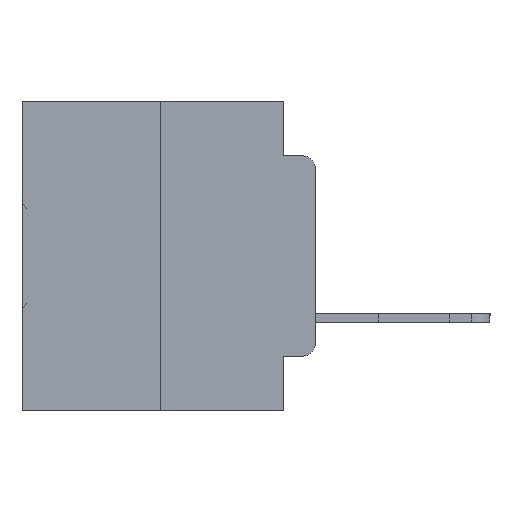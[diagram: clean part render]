
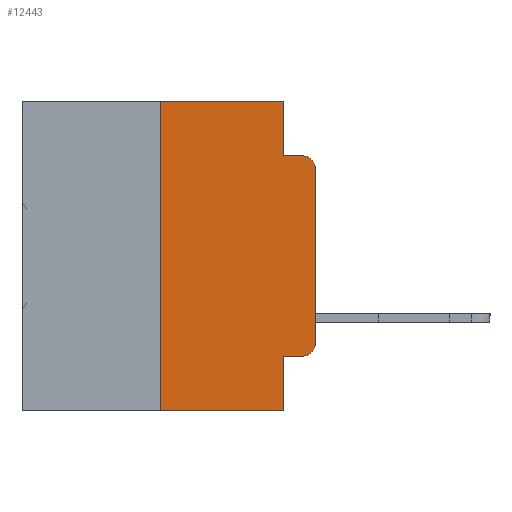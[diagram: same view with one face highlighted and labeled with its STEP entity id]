
A CAD part, left-side view. The second image highlights one B-rep face of the part: STEP entity #12443.
In plain terms, the highlighted planar face has unit normal (-1, 0, 0).
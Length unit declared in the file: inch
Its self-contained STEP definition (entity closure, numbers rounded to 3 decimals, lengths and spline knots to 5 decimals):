
#203 = AXIS2_PLACEMENT_3D ( 'NONE', #17176, #670, #19667 ) ;
#527 = VECTOR ( 'NONE', #30754, 39.37008 ) ;
#670 = DIRECTION ( 'NONE',  ( -1., 0., 0. ) ) ;
#1867 = ORIENTED_EDGE ( 'NONE', *, *, #30543, .F. ) ;
#2329 = ORIENTED_EDGE ( 'NONE', *, *, #4936, .F. ) ;
#2592 = VERTEX_POINT ( 'NONE', #6419 ) ;
#3187 = DIRECTION ( 'NONE',  ( 0., 0., -1. ) ) ;
#3453 = CARTESIAN_POINT ( 'NONE',  ( 0., 0.25, 0. ) ) ;
#3471 = EDGE_CURVE ( 'NONE', #2592, #28989, #28156, .T. ) ;
#3856 = VERTEX_POINT ( 'NONE', #33058 ) ;
#3996 = AXIS2_PLACEMENT_3D ( 'NONE', #13602, #31195, #16243 ) ;
#4286 = AXIS2_PLACEMENT_3D ( 'NONE', #5157, #33569, #18629 ) ;
#4452 = CARTESIAN_POINT ( 'NONE',  ( 0., 0.02, -0.0885 ) ) ;
#4519 = LINE ( 'NONE', #12601, #18826 ) ;
#4724 = DIRECTION ( 'NONE',  ( 0., -1., 0. ) ) ;
#4936 = EDGE_CURVE ( 'NONE', #10651, #29395, #24021, .T. ) ;
#5157 = CARTESIAN_POINT ( 'NONE',  ( 0., 0.473, 0. ) ) ;
#5444 = EDGE_CURVE ( 'NONE', #28989, #3856, #27107, .T. ) ;
#5552 = DIRECTION ( 'NONE',  ( 0., 0., -1. ) ) ;
#6065 = EDGE_CURVE ( 'NONE', #25263, #13529, #4519, .T. ) ;
#6419 = CARTESIAN_POINT ( 'NONE',  ( 0., 0.051, -0.4115 ) ) ;
#6841 = ORIENTED_EDGE ( 'NONE', *, *, #10274, .F. ) ;
#6897 = VECTOR ( 'NONE', #9178, 39.37008 ) ;
#7513 = CARTESIAN_POINT ( 'NONE',  ( 0., 0.02, -0.4115 ) ) ;
#7593 = EDGE_LOOP ( 'NONE', ( #16485, #25496, #6841, #1867, #2329, #16938, #7760, #29828, #10309, #24405 ) ) ;
#7760 = ORIENTED_EDGE ( 'NONE', *, *, #6065, .T. ) ;
#8276 = CARTESIAN_POINT ( 'NONE',  ( 0., 0.051, 0. ) ) ;
#8832 = VECTOR ( 'NONE', #5552, 39.37008 ) ;
#9014 = LINE ( 'NONE', #10422, #527 ) ;
#9178 = DIRECTION ( 'NONE',  ( 0., 0., 1. ) ) ;
#9625 = VECTOR ( 'NONE', #3187, 39.37008 ) ;
#9659 = CARTESIAN_POINT ( 'NONE',  ( 0., 0.25, 0. ) ) ;
#10274 = EDGE_CURVE ( 'NONE', #31989, #16652, #9014, .T. ) ;
#10309 = ORIENTED_EDGE ( 'NONE', *, *, #3471, .T. ) ;
#10422 = CARTESIAN_POINT ( 'NONE',  ( 0., 0.051, -0.0885 ) ) ;
#10651 = VERTEX_POINT ( 'NONE', #9659 ) ;
#10923 = EDGE_CURVE ( 'NONE', #3856, #18811, #19990, .T. ) ;
#12443 = ADVANCED_FACE ( 'NONE', ( #30346 ), #31064, .F. ) ;
#12601 = CARTESIAN_POINT ( 'NONE',  ( 0., 0.473, -0.5 ) ) ;
#13529 = VERTEX_POINT ( 'NONE', #24121 ) ;
#13602 = CARTESIAN_POINT ( 'NONE',  ( 0., 0.02, -0.3915 ) ) ;
#14118 = LINE ( 'NONE', #3453, #6897 ) ;
#14245 = CARTESIAN_POINT ( 'NONE',  ( 0., 0.051, 0. ) ) ;
#15507 = CARTESIAN_POINT ( 'NONE',  ( 0., 0.25, -0.5 ) ) ;
#16243 = DIRECTION ( 'NONE',  ( 0., 0., -1. ) ) ;
#16485 = ORIENTED_EDGE ( 'NONE', *, *, #10923, .T. ) ;
#16652 = VERTEX_POINT ( 'NONE', #4452 ) ;
#16938 = ORIENTED_EDGE ( 'NONE', *, *, #32653, .F. ) ;
#17175 = DIRECTION ( 'NONE',  ( 0., -1., 0. ) ) ;
#17176 = CARTESIAN_POINT ( 'NONE',  ( 0., 0.02, -0.1085 ) ) ;
#18169 = VECTOR ( 'NONE', #17175, 39.37008 ) ;
#18629 = DIRECTION ( 'NONE',  ( 0., 0., -1. ) ) ;
#18664 = EDGE_CURVE ( 'NONE', #2592, #13529, #29266, .T. ) ;
#18811 = VERTEX_POINT ( 'NONE', #19191 ) ;
#18826 = VECTOR ( 'NONE', #30277, 39.37008 ) ;
#18937 = DIRECTION ( 'NONE',  ( 0., 0., 1. ) ) ;
#19191 = CARTESIAN_POINT ( 'NONE',  ( 0., 0., -0.1085 ) ) ;
#19667 = DIRECTION ( 'NONE',  ( 0., 0., -1. ) ) ;
#19990 = LINE ( 'NONE', #33888, #33254 ) ;
#20644 = CARTESIAN_POINT ( 'NONE',  ( 0., 0.051, -0.4115 ) ) ;
#21476 = VECTOR ( 'NONE', #4724, 39.37008 ) ;
#24021 = LINE ( 'NONE', #32103, #18169 ) ;
#24121 = CARTESIAN_POINT ( 'NONE',  ( 0., 0.051, -0.5 ) ) ;
#24405 = ORIENTED_EDGE ( 'NONE', *, *, #5444, .T. ) ;
#25263 = VERTEX_POINT ( 'NONE', #15507 ) ;
#25496 = ORIENTED_EDGE ( 'NONE', *, *, #29481, .T. ) ;
#27107 = CIRCLE ( 'NONE', #3996, 0.02 ) ;
#28156 = LINE ( 'NONE', #20644, #21476 ) ;
#28989 = VERTEX_POINT ( 'NONE', #7513 ) ;
#29266 = LINE ( 'NONE', #8276, #8832 ) ;
#29304 = CARTESIAN_POINT ( 'NONE',  ( 0., 0.051, 0. ) ) ;
#29395 = VERTEX_POINT ( 'NONE', #14245 ) ;
#29481 = EDGE_CURVE ( 'NONE', #18811, #16652, #30941, .T. ) ;
#29828 = ORIENTED_EDGE ( 'NONE', *, *, #18664, .F. ) ;
#29994 = LINE ( 'NONE', #29304, #9625 ) ;
#30277 = DIRECTION ( 'NONE',  ( 0., -1., 0. ) ) ;
#30302 = CARTESIAN_POINT ( 'NONE',  ( 0., 0.051, -0.0885 ) ) ;
#30346 = FACE_OUTER_BOUND ( 'NONE', #7593, .T. ) ;
#30543 = EDGE_CURVE ( 'NONE', #29395, #31989, #29994, .T. ) ;
#30754 = DIRECTION ( 'NONE',  ( 0., -1., 0. ) ) ;
#30941 = CIRCLE ( 'NONE', #203, 0.02 ) ;
#31064 = PLANE ( 'NONE',  #4286 ) ;
#31195 = DIRECTION ( 'NONE',  ( -1., 0., 0. ) ) ;
#31989 = VERTEX_POINT ( 'NONE', #30302 ) ;
#32103 = CARTESIAN_POINT ( 'NONE',  ( 0., 0.473, 0. ) ) ;
#32653 = EDGE_CURVE ( 'NONE', #25263, #10651, #14118, .T. ) ;
#33058 = CARTESIAN_POINT ( 'NONE',  ( 0., 0., -0.3915 ) ) ;
#33254 = VECTOR ( 'NONE', #18937, 39.37008 ) ;
#33569 = DIRECTION ( 'NONE',  ( 1., 0., 0. ) ) ;
#33888 = CARTESIAN_POINT ( 'NONE',  ( 0., 0., 0. ) ) ;
